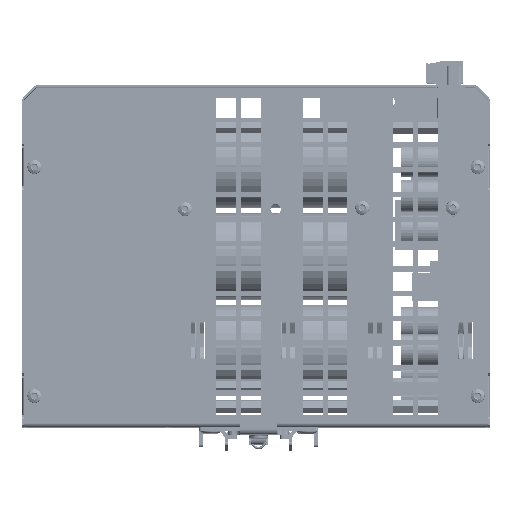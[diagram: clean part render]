
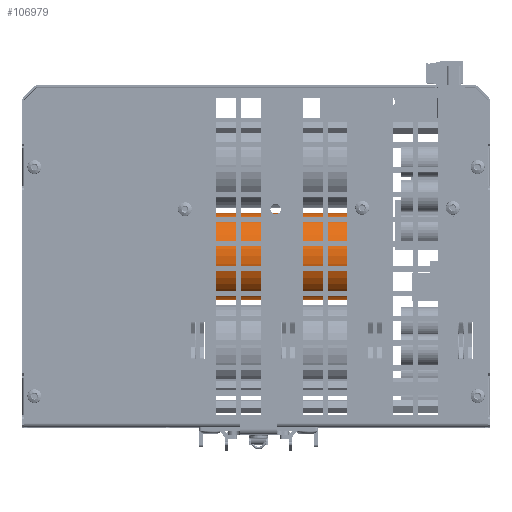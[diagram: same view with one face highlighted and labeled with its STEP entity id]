
A CAD part, top view. The second image highlights one B-rep face of the part: STEP entity #106979.
In plain terms, the highlighted cylindrical face has radius 17.5 mm (diameter 35 mm), a full revolution.
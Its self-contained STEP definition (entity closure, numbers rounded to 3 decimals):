
#10295=FACE_OUTER_BOUND('',#16428,.T.);
#16428=EDGE_LOOP('',(#75084,#75085,#75086,#75087));
#23462=LINE('',#149695,#35423);
#35423=VECTOR('',#121771,17.5);
#47388=CIRCLE('',#113663,17.5);
#47389=CIRCLE('',#113664,17.5);
#49568=VERTEX_POINT('',#149692);
#49569=VERTEX_POINT('',#149694);
#59496=EDGE_CURVE('',#49568,#49568,#47388,.T.);
#59497=EDGE_CURVE('',#49568,#49569,#23462,.T.);
#59498=EDGE_CURVE('',#49569,#49569,#47389,.T.);
#75084=ORIENTED_EDGE('',*,*,#59496,.T.);
#75085=ORIENTED_EDGE('',*,*,#59497,.T.);
#75086=ORIENTED_EDGE('',*,*,#59498,.F.);
#75087=ORIENTED_EDGE('',*,*,#59497,.F.);
#106036=CYLINDRICAL_SURFACE('',#113662,17.5);
#106979=ADVANCED_FACE('',(#10295),#106036,.T.);
#113662=AXIS2_PLACEMENT_3D('',#149691,#121767,#121768);
#113663=AXIS2_PLACEMENT_3D('',#149693,#121769,#121770);
#113664=AXIS2_PLACEMENT_3D('',#149696,#121772,#121773);
#121767=DIRECTION('center_axis',(0.,0.,1.));
#121768=DIRECTION('ref_axis',(-1.,0.,0.));
#121769=DIRECTION('center_axis',(0.,0.,-1.));
#121770=DIRECTION('ref_axis',(-1.,0.,0.));
#121771=DIRECTION('',(0.,0.,-1.));
#121772=DIRECTION('center_axis',(0.,0.,-1.));
#121773=DIRECTION('ref_axis',(-1.,0.,0.));
#149691=CARTESIAN_POINT('Origin',(0.,55.5,0.));
#149692=CARTESIAN_POINT('',(17.5,55.5,65.));
#149693=CARTESIAN_POINT('Origin',(0.,55.5,65.));
#149694=CARTESIAN_POINT('',(17.5,55.5,0.));
#149695=CARTESIAN_POINT('',(17.5,55.5,0.));
#149696=CARTESIAN_POINT('Origin',(0.,55.5,0.));
